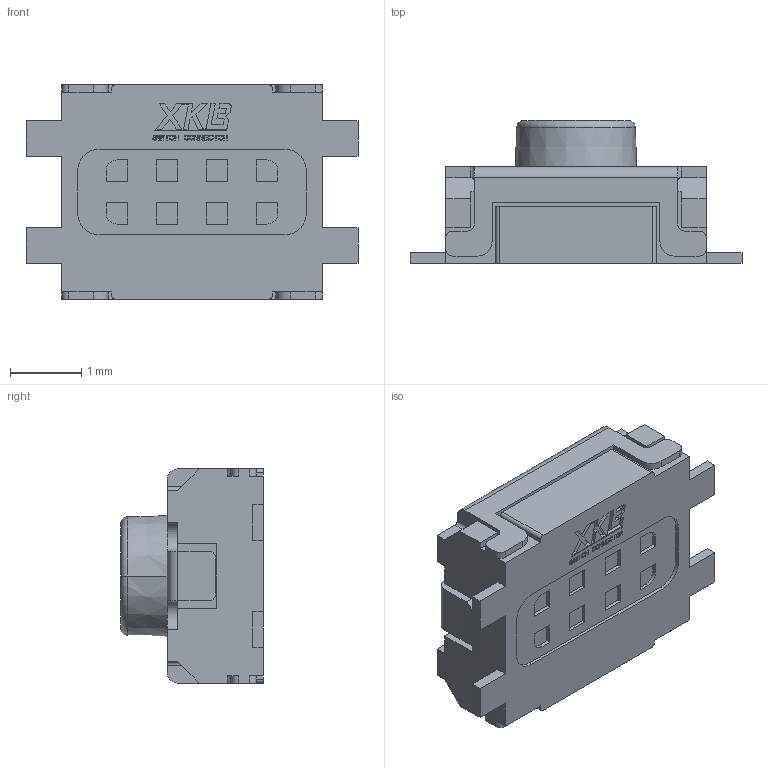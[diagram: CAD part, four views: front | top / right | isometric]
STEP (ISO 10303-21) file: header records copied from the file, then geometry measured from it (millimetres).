
FILE_DESCRIPTION((''),'2;1');
FILE_NAME('TS-1185EC-X-D-B','2019-11-26T',('Administrator'),(''),'PRO/ENGINEER BY PARAMETRIC TECHNOLOGY CORPORATION, 2010280','PRO/ENGINEER BY PARAMETRIC TECHNOLOGY CORPORATION, 2010280','');
FILE_SCHEMA(('CONFIG_CONTROL_DESIGN'));
Length unit declared in the file: millimetre
Products named in the file (1): TS-1185EC-X-D-B
Bounding box: 4.65 x 2 x 3 mm (x, y, z)
Volume: 15.8 mm3; surface area: 49.3 mm2
Topology: 1 solids, 1 shells, 626 faces, 1776 edges, 1182 vertices
Faces by surface type: plane 574, cylinder 48, cone 2, torus 2
Entity records: 20016 total; most frequent: CARTESIAN_POINT 3598, ORIENTED_EDGE 3552, DIRECTION 3124, EDGE_CURVE 1776, VECTOR 1672, LINE 1672, VERTEX_POINT 1182, AXIS2_PLACEMENT_3D 726
